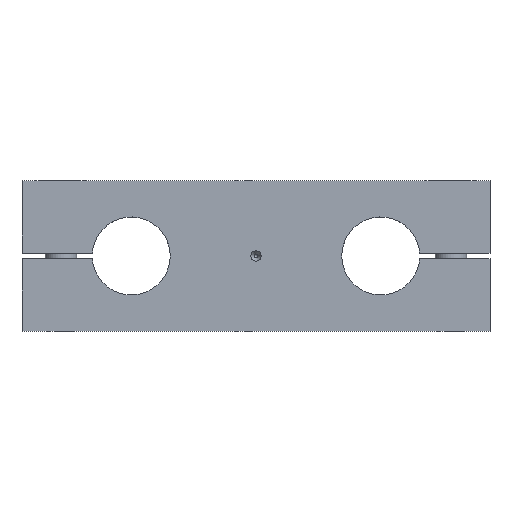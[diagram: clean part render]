
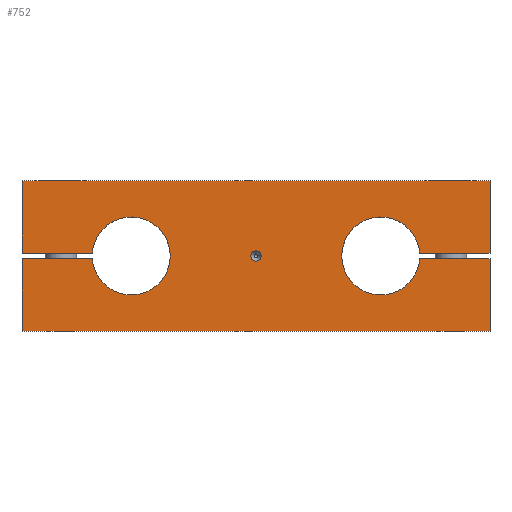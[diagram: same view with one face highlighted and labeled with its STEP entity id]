
A CAD part, top view. The second image highlights one B-rep face of the part: STEP entity #752.
In plain terms, the highlighted planar face has unit normal (0, 0, 1).
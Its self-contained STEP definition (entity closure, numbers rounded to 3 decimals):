
#52=FACE_BOUND('',#178,.T.);
#70=PLANE('',#882);
#121=FACE_OUTER_BOUND('',#177,.T.);
#177=EDGE_LOOP('',(#637,#638,#639,#640,#641,#642,#643,#644,#645,#646,#647,
#648));
#178=EDGE_LOOP('',(#649));
#217=LINE('',#1238,#276);
#220=LINE('',#1243,#279);
#223=LINE('',#1251,#282);
#225=LINE('',#1255,#284);
#227=LINE('',#1259,#286);
#229=LINE('',#1263,#288);
#231=LINE('',#1267,#290);
#234=LINE('',#1275,#293);
#236=LINE('',#1279,#295);
#238=LINE('',#1282,#297);
#276=VECTOR('',#1015,10.);
#279=VECTOR('',#1020,10.);
#282=VECTOR('',#1029,10.);
#284=VECTOR('',#1033,10.);
#286=VECTOR('',#1037,10.);
#288=VECTOR('',#1041,10.);
#290=VECTOR('',#1045,10.);
#293=VECTOR('',#1054,10.);
#295=VECTOR('',#1058,10.);
#297=VECTOR('',#1062,10.);
#315=CIRCLE('',#834,2.01);
#335=CIRCLE('',#871,15.);
#336=CIRCLE('',#878,15.);
#351=VERTEX_POINT('',#1151);
#381=VERTEX_POINT('',#1236);
#382=VERTEX_POINT('',#1237);
#383=VERTEX_POINT('',#1242);
#384=VERTEX_POINT('',#1246);
#385=VERTEX_POINT('',#1250);
#386=VERTEX_POINT('',#1254);
#387=VERTEX_POINT('',#1258);
#388=VERTEX_POINT('',#1262);
#389=VERTEX_POINT('',#1266);
#390=VERTEX_POINT('',#1270);
#391=VERTEX_POINT('',#1274);
#392=VERTEX_POINT('',#1278);
#419=EDGE_CURVE('',#351,#351,#315,.T.);
#459=EDGE_CURVE('',#381,#382,#217,.T.);
#462=EDGE_CURVE('',#382,#383,#220,.T.);
#464=EDGE_CURVE('',#383,#384,#335,.T.);
#466=EDGE_CURVE('',#384,#385,#223,.T.);
#468=EDGE_CURVE('',#385,#386,#225,.T.);
#470=EDGE_CURVE('',#386,#387,#227,.T.);
#472=EDGE_CURVE('',#387,#388,#229,.T.);
#474=EDGE_CURVE('',#388,#389,#231,.T.);
#476=EDGE_CURVE('',#389,#390,#336,.T.);
#478=EDGE_CURVE('',#390,#391,#234,.T.);
#480=EDGE_CURVE('',#391,#392,#236,.T.);
#482=EDGE_CURVE('',#392,#381,#238,.T.);
#637=ORIENTED_EDGE('',*,*,#459,.F.);
#638=ORIENTED_EDGE('',*,*,#482,.F.);
#639=ORIENTED_EDGE('',*,*,#480,.F.);
#640=ORIENTED_EDGE('',*,*,#478,.F.);
#641=ORIENTED_EDGE('',*,*,#476,.F.);
#642=ORIENTED_EDGE('',*,*,#474,.F.);
#643=ORIENTED_EDGE('',*,*,#472,.F.);
#644=ORIENTED_EDGE('',*,*,#470,.F.);
#645=ORIENTED_EDGE('',*,*,#468,.F.);
#646=ORIENTED_EDGE('',*,*,#466,.F.);
#647=ORIENTED_EDGE('',*,*,#464,.F.);
#648=ORIENTED_EDGE('',*,*,#462,.F.);
#649=ORIENTED_EDGE('',*,*,#419,.T.);
#752=ADVANCED_FACE('',(#121,#52),#70,.T.);
#834=AXIS2_PLACEMENT_3D('',#1152,#925,#926);
#871=AXIS2_PLACEMENT_3D('',#1247,#1024,#1025);
#878=AXIS2_PLACEMENT_3D('',#1271,#1049,#1050);
#882=AXIS2_PLACEMENT_3D('',#1283,#1063,#1064);
#925=DIRECTION('center_axis',(0.,0.,-1.));
#926=DIRECTION('ref_axis',(1.,0.,0.));
#1015=DIRECTION('',(0.,-1.,0.));
#1020=DIRECTION('',(-1.,0.,0.));
#1024=DIRECTION('center_axis',(0.,0.,1.));
#1025=DIRECTION('ref_axis',(0.997,0.072,0.));
#1029=DIRECTION('',(1.,0.,0.));
#1033=DIRECTION('',(0.,-1.,0.));
#1037=DIRECTION('',(-1.,0.,0.));
#1041=DIRECTION('',(0.,1.,0.));
#1045=DIRECTION('',(1.,0.,0.));
#1049=DIRECTION('center_axis',(0.,0.,1.));
#1050=DIRECTION('ref_axis',(-0.997,-0.072,0.));
#1054=DIRECTION('',(-1.,0.,0.));
#1058=DIRECTION('',(0.,1.,0.));
#1062=DIRECTION('',(1.,0.,0.));
#1063=DIRECTION('center_axis',(0.,0.,1.));
#1064=DIRECTION('ref_axis',(1.,0.,0.));
#1151=CARTESIAN_POINT('',(-2.01,0.,12.5));
#1152=CARTESIAN_POINT('Origin',(0.,0.,12.5));
#1236=CARTESIAN_POINT('',(90.,29.,12.5));
#1237=CARTESIAN_POINT('',(90.,1.075,12.5));
#1238=CARTESIAN_POINT('',(90.,29.,12.5));
#1242=CARTESIAN_POINT('',(62.961,1.075,12.5));
#1243=CARTESIAN_POINT('',(90.,1.075,12.5));
#1246=CARTESIAN_POINT('',(62.961,-1.075,12.5));
#1247=CARTESIAN_POINT('Origin',(48.,0.,12.5));
#1250=CARTESIAN_POINT('',(90.,-1.075,12.5));
#1251=CARTESIAN_POINT('',(62.961,-1.075,12.5));
#1254=CARTESIAN_POINT('',(90.,-29.,12.5));
#1255=CARTESIAN_POINT('',(90.,-1.075,12.5));
#1258=CARTESIAN_POINT('',(-90.,-29.,12.5));
#1259=CARTESIAN_POINT('',(90.,-29.,12.5));
#1262=CARTESIAN_POINT('',(-90.,-1.075,12.5));
#1263=CARTESIAN_POINT('',(-90.,-29.,12.5));
#1266=CARTESIAN_POINT('',(-62.961,-1.075,12.5));
#1267=CARTESIAN_POINT('',(-90.,-1.075,12.5));
#1270=CARTESIAN_POINT('',(-62.961,1.075,12.5));
#1271=CARTESIAN_POINT('Origin',(-48.,0.,12.5));
#1274=CARTESIAN_POINT('',(-90.,1.075,12.5));
#1275=CARTESIAN_POINT('',(-62.961,1.075,12.5));
#1278=CARTESIAN_POINT('',(-90.,29.,12.5));
#1279=CARTESIAN_POINT('',(-90.,1.075,12.5));
#1282=CARTESIAN_POINT('',(-90.,29.,12.5));
#1283=CARTESIAN_POINT('Origin',(0.,0.,
12.5));
